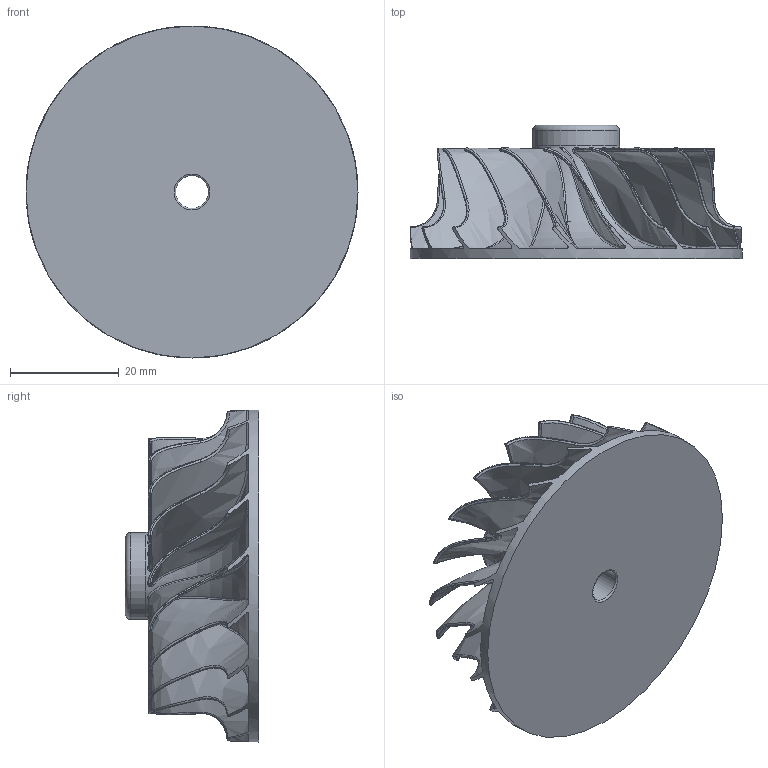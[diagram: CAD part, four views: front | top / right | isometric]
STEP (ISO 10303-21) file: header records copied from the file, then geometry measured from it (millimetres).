
FILE_DESCRIPTION(/* description */ (''),/* implementation_level */ '2;1');
FILE_NAME(/* name */ 'Turbocharger Impeller.stp',/* time_stamp */ '2022-02-12T14:11:48+01:00',/* author */ ('matet'),/* organization */ (''),/* preprocessor_version */ 'ST-DEVELOPER v18.1',/* originating_system */ 'Autodesk Inventor 2022',/* authorisation */ '');
FILE_SCHEMA (('AUTOMOTIVE_DESIGN { 1 0 10303 214 3 1 1 }'));
Length unit declared in the file: millimetre
Products named in the file (1): Turbocharger Impeller
Bounding box: 61 x 24.5 x 61 mm (x, y, z)
Volume: 19312.4 mm3; surface area: 18551 mm2
Topology: 1 solids, 1 shells, 371 faces, 984 edges, 618 vertices
Faces by surface type: bspline 306, torus 23, cylinder 21, plane 20, cone 1
Full cylindrical faces by diameter (mm): 6 x1, 16 x1, 61 x1
Entity records: 29768 total; most frequent: CARTESIAN_POINT 22870, ORIENTED_EDGE 1968, EDGE_CURVE 984, B_SPLINE_CURVE_WITH_KNOTS 782, VERTEX_POINT 615, DIRECTION 532, EDGE_LOOP 373, FACE_OUTER_BOUND 371
